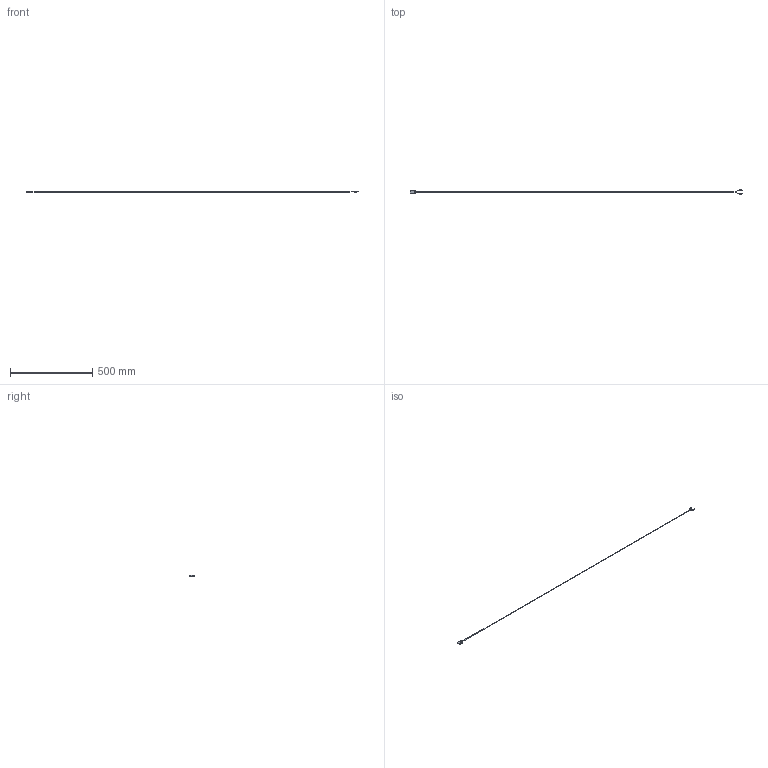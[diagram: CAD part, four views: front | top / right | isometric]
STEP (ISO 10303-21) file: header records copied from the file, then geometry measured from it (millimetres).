
FILE_DESCRIPTION( ( 'STEP AP214' ), '1' );
FILE_NAME( 'WST0120.step', '2018-09-04T01:29:46', ( ' ' ), ( ' ' ), 'XStep 1.0', ' ', ' ' );
FILE_SCHEMA( ( 'automotive_design' ) );
Length unit declared in the file: millimetre
Products named in the file (1): 1
Bounding box: 2024.18 x 31.37 x 8.98 mm (x, y, z)
Volume: 18174.9 mm3; surface area: 21165.3 mm2
Topology: 1 solids, 1 shells, 200 faces, 517 edges, 326 vertices
Faces by surface type: plane 92, cylinder 66, torus 26, sphere 8, cone 4, bspline 4
Full cylindrical faces by diameter (mm): 0.6 x2, 2 x4, 3 x1, 3.5 x2, 4 x2, 4.2 x1, 6 x2
Entity records: 7684 total; most frequent: CARTESIAN_POINT 1343, DIRECTION 996, ORIENTED_EDGE 950, EDGE_CURVE 475, AXIS2_PLACEMENT_3D 369, VERTEX_POINT 312, LINE 258, VECTOR 258
